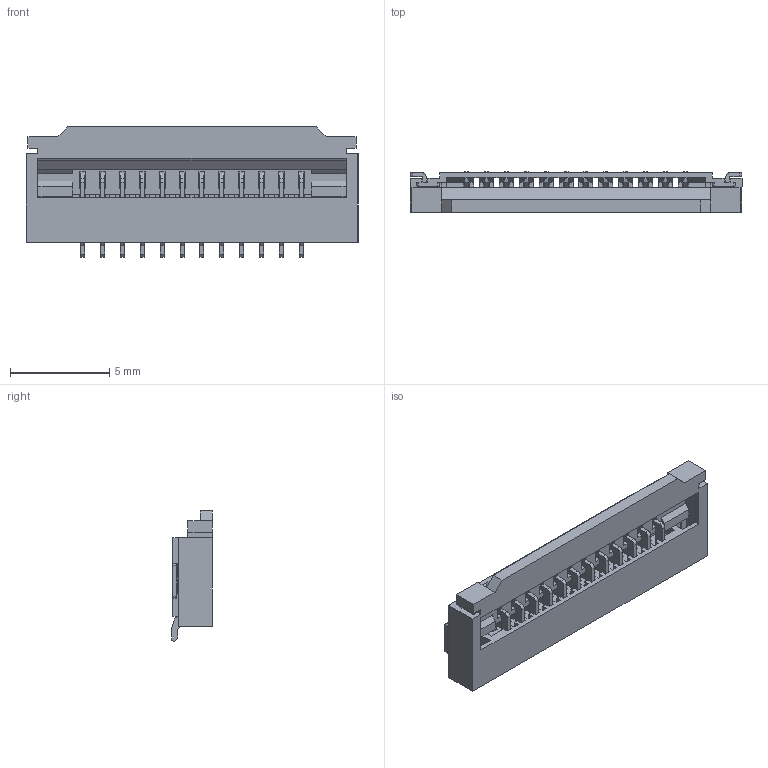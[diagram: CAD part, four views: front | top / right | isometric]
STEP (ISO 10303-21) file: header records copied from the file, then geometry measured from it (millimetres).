
FILE_DESCRIPTION (( 'STEP AP214' ), '1' );
FILE_NAME ('FFC10054-12SBB123W5M-REF .STEP', '2025-11-28T02:40:08', ( '' ), ( '' ), 'SwSTEP 2.0', 'SolidWorks 2021', '' );
FILE_SCHEMA (( 'AUTOMOTIVE_DESIGN' ));
Length unit declared in the file: millimetre
Products named in the file (1): FFC10054-12SBB123W5M-REF 
Bounding box: 16.7 x 2.05 x 6.55 mm (x, y, z)
Volume: 96.8 mm3; surface area: 676.6 mm2
Topology: 1 solids, 1 shells, 789 faces, 2608 edges, 1718 vertices
Faces by surface type: plane 643, cylinder 146
Entity records: 28428 total; most frequent: ORIENTED_EDGE 5216, CARTESIAN_POINT 5158, DIRECTION 4478, EDGE_CURVE 2608, VECTOR 2310, LINE 2310, VERTEX_POINT 1718, AXIS2_PLACEMENT_3D 1084
